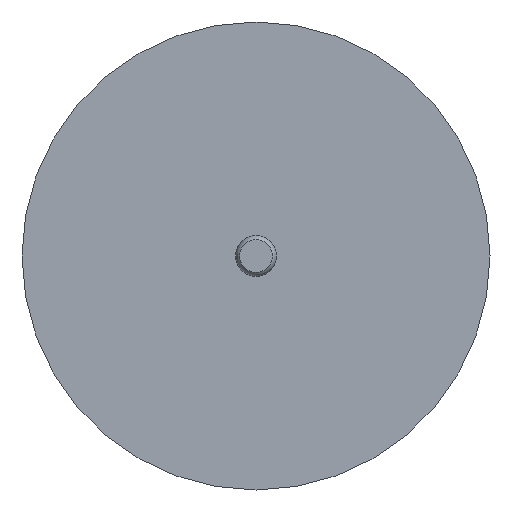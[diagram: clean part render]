
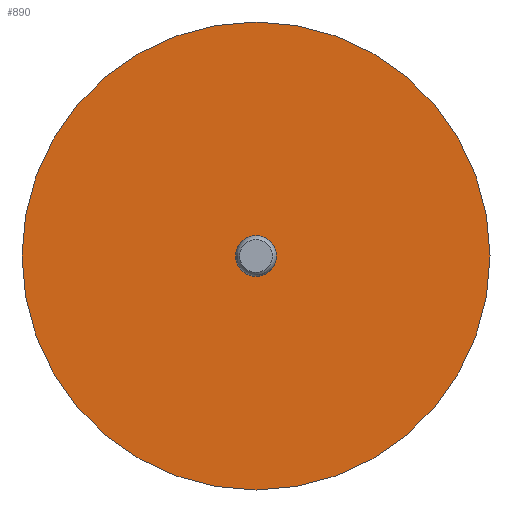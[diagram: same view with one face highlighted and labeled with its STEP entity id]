
A CAD part, front view. The second image highlights one B-rep face of the part: STEP entity #890.
In plain terms, the highlighted planar face has unit normal (0, -1, 0).
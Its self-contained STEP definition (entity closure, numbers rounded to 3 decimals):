
#68=FACE_BOUND('',#260,.T.);
#88=PLANE('',#1019);
#200=FACE_OUTER_BOUND('',#259,.T.);
#259=EDGE_LOOP('',(#804,#805));
#260=EDGE_LOOP('',(#806,#807));
#346=CIRCLE('',#1002,3.205);
#347=CIRCLE('',#1003,3.205);
#356=CIRCLE('',#1017,37.5);
#357=CIRCLE('',#1018,37.5);
#424=VERTEX_POINT('',#1580);
#425=VERTEX_POINT('',#1582);
#434=VERTEX_POINT('',#1608);
#435=VERTEX_POINT('',#1609);
#545=EDGE_CURVE('',#425,#424,#346,.T.);
#546=EDGE_CURVE('',#424,#425,#347,.T.);
#557=EDGE_CURVE('',#434,#435,#356,.T.);
#559=EDGE_CURVE('',#435,#434,#357,.T.);
#804=ORIENTED_EDGE('',*,*,#557,.F.);
#805=ORIENTED_EDGE('',*,*,#559,.F.);
#806=ORIENTED_EDGE('',*,*,#545,.T.);
#807=ORIENTED_EDGE('',*,*,#546,.T.);
#890=ADVANCED_FACE('',(#200,#68),#88,.T.);
#1002=AXIS2_PLACEMENT_3D('',#1583,#1222,#1223);
#1003=AXIS2_PLACEMENT_3D('',#1584,#1224,#1225);
#1017=AXIS2_PLACEMENT_3D('',#1610,#1254,#1255);
#1018=AXIS2_PLACEMENT_3D('',#1612,#1257,#1258);
#1019=AXIS2_PLACEMENT_3D('',#1613,#1259,#1260);
#1222=DIRECTION('center_axis',(0.,1.,0.));
#1223=DIRECTION('ref_axis',(-1.,0.,0.));
#1224=DIRECTION('center_axis',(0.,1.,0.));
#1225=DIRECTION('ref_axis',(-1.,0.,0.));
#1254=DIRECTION('center_axis',(0.,1.,0.));
#1255=DIRECTION('ref_axis',(-1.,0.,0.));
#1257=DIRECTION('center_axis',(0.,1.,0.));
#1258=DIRECTION('ref_axis',(-1.,0.,0.));
#1259=DIRECTION('center_axis',(0.,-1.,0.));
#1260=DIRECTION('ref_axis',(0.,0.,-1.));
#1580=CARTESIAN_POINT('',(3.205,3.369,0.));
#1582=CARTESIAN_POINT('',(-3.205,3.369,0.));
#1583=CARTESIAN_POINT('Origin',(0.,3.369,0.));
#1584=CARTESIAN_POINT('Origin',(0.,3.369,0.));
#1608=CARTESIAN_POINT('',(-37.5,3.369,0.));
#1609=CARTESIAN_POINT('',(37.5,3.369,0.));
#1610=CARTESIAN_POINT('Origin',(0.,3.369,0.));
#1612=CARTESIAN_POINT('Origin',(0.,3.369,0.));
#1613=CARTESIAN_POINT('Origin',(-18.75,3.369,0.));
